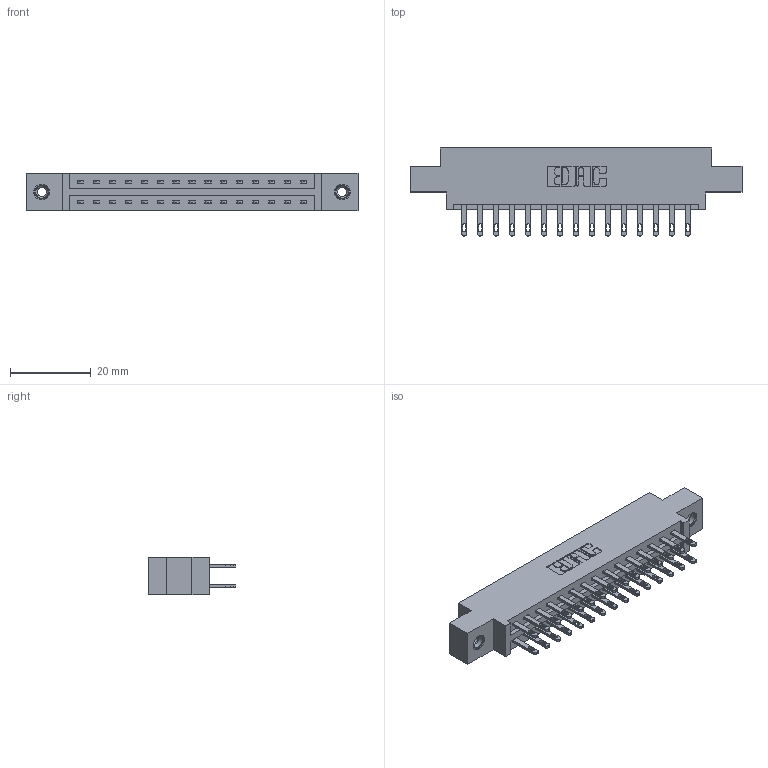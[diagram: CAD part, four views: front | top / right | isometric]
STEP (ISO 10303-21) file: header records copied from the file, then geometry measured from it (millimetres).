
FILE_DESCRIPTION (( 'STEP AP203' ), '1' );
FILE_NAME ('337-030-500-808.STEP', '2019-10-10T23:20:25', ( '' ), ( '' ), 'SwSTEP 2.0', 'SolidWorks 2016', '' );
FILE_SCHEMA (( 'CONFIG_CONTROL_DESIGN' ));
Length unit declared in the file: inch
Products named in the file (4): 345-292-001_345-293-100; 337-030-500-808; 337 Part_0.170 Offset - 0.156 Dia-TI; 345-250-001_345-250-003-102
Assembly tree (33 placements, depth 2):
  337-030-500-808
    337 Part_0.170 Offset - 0.156 Dia-TI
    345-292-001_345-293-100  x30
    345-250-001_345-250-003-102  x2
Bounding box: 82.45 x 21.85 x 9.4 mm (x, y, z)
Volume: 8297.3 mm3; surface area: 9582.5 mm2
Topology: 33 solids, 33 shells, 1678 faces, 5049 edges, 3358 vertices
Faces by surface type: plane 1066, cylinder 596, cone 12, torus 4
Entity records: 16370 total; most frequent: CARTESIAN_POINT 2761, ORIENTED_EDGE 2690, DIRECTION 2431, EDGE_CURVE 1345, LINE 1193, VECTOR 1193, VERTEX_POINT 892, AXIS2_PLACEMENT_3D 619
